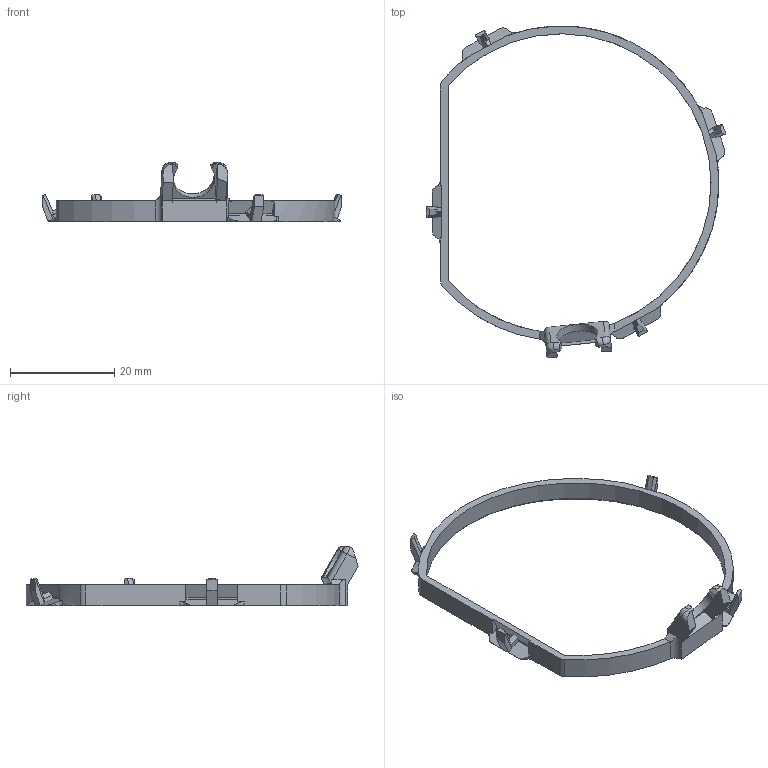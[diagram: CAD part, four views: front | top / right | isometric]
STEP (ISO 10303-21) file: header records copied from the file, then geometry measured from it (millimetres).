
FILE_DESCRIPTION(/* description */ (''),/* implementation_level */ '2;1');
FILE_NAME(/* name */ 'Index-EyetrackVRv4 v8.step',/* time_stamp */ '2023-10-17T23:35:00-04:00',/* author */ (''),/* organization */ (''),/* preprocessor_version */ 'ST-DEVELOPER v20',/* originating_system */ 'Autodesk Translation Framework v12.14.0.127',/* authorisation */ '');
FILE_SCHEMA (('AUTOMOTIVE_DESIGN { 1 0 10303 214 3 1 1 }'));
Length unit declared in the file: millimetre
Products named in the file (1): Index-EyetrackVRv4
Bounding box: 57.6 x 63.82 x 11.35 mm (x, y, z)
Volume: 1247.1 mm3; surface area: 2487.8 mm2
Topology: 1 solids, 1 shells, 148 faces, 429 edges, 282 vertices
Faces by surface type: plane 110, cylinder 26, bspline 11, cone 1
Entity records: 5741 total; most frequent: CARTESIAN_POINT 1853, ORIENTED_EDGE 858, DIRECTION 736, EDGE_CURVE 429, LINE 314, VECTOR 314, VERTEX_POINT 282, AXIS2_PLACEMENT_3D 211
